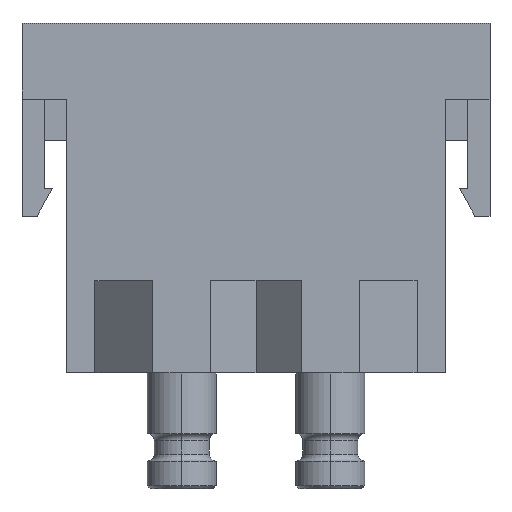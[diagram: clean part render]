
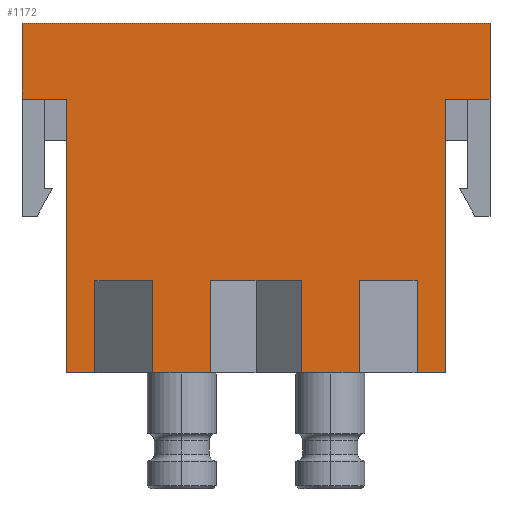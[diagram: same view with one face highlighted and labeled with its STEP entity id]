
A CAD part, front view. The second image highlights one B-rep face of the part: STEP entity #1172.
In plain terms, the highlighted planar face has unit normal (0, -1, 0).
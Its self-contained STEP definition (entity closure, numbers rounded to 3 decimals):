
#1172=ADVANCED_FACE('',(#1987),#1748,.F.);
#1748=PLANE('',#10610);
#1987=FACE_OUTER_BOUND('',#2573,.T.);
#2573=EDGE_LOOP('',(#3756,#3757,#3758,#3759,#3760,#3761,#3762,#3763,#3764,
#3765,#3766,#3767,#3768,#3769,#3770,#3771,#3772,#3773,#3774,#3775));
#3756=ORIENTED_EDGE('',*,*,#7720,.F.);
#3757=ORIENTED_EDGE('',*,*,#7767,.F.);
#3758=ORIENTED_EDGE('',*,*,#7741,.T.);
#3759=ORIENTED_EDGE('',*,*,#7333,.T.);
#3760=ORIENTED_EDGE('',*,*,#7732,.T.);
#3761=ORIENTED_EDGE('',*,*,#7759,.F.);
#3762=ORIENTED_EDGE('',*,*,#7768,.T.);
#3763=ORIENTED_EDGE('',*,*,#7760,.T.);
#3764=ORIENTED_EDGE('',*,*,#7729,.T.);
#3765=ORIENTED_EDGE('',*,*,#7764,.F.);
#3766=ORIENTED_EDGE('',*,*,#7769,.T.);
#3767=ORIENTED_EDGE('',*,*,#7765,.T.);
#3768=ORIENTED_EDGE('',*,*,#7726,.T.);
#3769=ORIENTED_EDGE('',*,*,#7770,.F.);
#3770=ORIENTED_EDGE('',*,*,#7771,.T.);
#3771=ORIENTED_EDGE('',*,*,#7772,.T.);
#3772=ORIENTED_EDGE('',*,*,#7723,.T.);
#3773=ORIENTED_EDGE('',*,*,#7322,.F.);
#3774=ORIENTED_EDGE('',*,*,#7719,.T.);
#3775=ORIENTED_EDGE('',*,*,#7773,.T.);
#6278=VERTEX_POINT('',#12757);
#6279=VERTEX_POINT('',#12759);
#6287=VERTEX_POINT('',#12777);
#6289=VERTEX_POINT('',#12781);
#6665=VERTEX_POINT('',#16685);
#6666=VERTEX_POINT('',#16689);
#6667=VERTEX_POINT('',#16690);
#6668=VERTEX_POINT('',#16695);
#6670=VERTEX_POINT('',#16699);
#6671=VERTEX_POINT('',#16701);
#6673=VERTEX_POINT('',#16705);
#6674=VERTEX_POINT('',#16707);
#6676=VERTEX_POINT('',#16711);
#6680=VERTEX_POINT('',#16726);
#6690=VERTEX_POINT('',#16760);
#6691=VERTEX_POINT('',#16764);
#6693=VERTEX_POINT('',#16770);
#6694=VERTEX_POINT('',#16774);
#6695=VERTEX_POINT('',#16781);
#6696=VERTEX_POINT('',#16783);
#7322=EDGE_CURVE('',#6278,#6279,#8868,.T.);
#7333=EDGE_CURVE('',#6287,#6289,#8879,.T.);
#7719=EDGE_CURVE('',#6278,#6665,#9009,.T.);
#7720=EDGE_CURVE('',#6666,#6667,#9010,.T.);
#7723=EDGE_CURVE('',#6668,#6279,#9013,.T.);
#7726=EDGE_CURVE('',#6671,#6670,#9016,.T.);
#7729=EDGE_CURVE('',#6674,#6673,#9019,.T.);
#7732=EDGE_CURVE('',#6289,#6676,#9022,.T.);
#7741=EDGE_CURVE('',#6680,#6287,#9031,.T.);
#7759=EDGE_CURVE('',#6690,#6676,#9049,.T.);
#7760=EDGE_CURVE('',#6691,#6674,#9050,.T.);
#7764=EDGE_CURVE('',#6693,#6673,#9054,.T.);
#7765=EDGE_CURVE('',#6694,#6671,#9055,.T.);
#7767=EDGE_CURVE('',#6680,#6666,#9057,.T.);
#7768=EDGE_CURVE('',#6690,#6691,#9058,.T.);
#7769=EDGE_CURVE('',#6693,#6694,#9059,.T.);
#7770=EDGE_CURVE('',#6695,#6670,#9060,.T.);
#7771=EDGE_CURVE('',#6695,#6696,#9061,.T.);
#7772=EDGE_CURVE('',#6696,#6668,#9062,.T.);
#7773=EDGE_CURVE('',#6665,#6667,#9063,.T.);
#8868=LINE('',#12758,#9750);
#8879=LINE('',#12782,#9761);
#9009=LINE('',#16686,#9891);
#9010=LINE('',#16688,#9892);
#9013=LINE('',#16694,#9895);
#9016=LINE('',#16700,#9898);
#9019=LINE('',#16706,#9901);
#9022=LINE('',#16712,#9904);
#9031=LINE('',#16725,#9913);
#9049=LINE('',#16761,#9931);
#9050=LINE('',#16763,#9932);
#9054=LINE('',#16771,#9936);
#9055=LINE('',#16773,#9937);
#9057=LINE('',#16777,#9939);
#9058=LINE('',#16778,#9940);
#9059=LINE('',#16779,#9941);
#9060=LINE('',#16780,#9942);
#9061=LINE('',#16782,#9943);
#9062=LINE('',#16784,#9944);
#9063=LINE('',#16785,#9945);
#9750=VECTOR('',#11071,1.);
#9761=VECTOR('',#11086,1.);
#9891=VECTOR('',#11248,1.);
#9892=VECTOR('',#11251,1.);
#9895=VECTOR('',#11256,1.);
#9898=VECTOR('',#11259,1.);
#9901=VECTOR('',#11262,1.);
#9904=VECTOR('',#11265,1.);
#9913=VECTOR('',#11276,1.);
#9931=VECTOR('',#11308,1.);
#9932=VECTOR('',#11311,1.);
#9936=VECTOR('',#11317,1.);
#9937=VECTOR('',#11320,1.);
#9939=VECTOR('',#11324,1.);
#9940=VECTOR('',#11325,1.);
#9941=VECTOR('',#11326,1.);
#9942=VECTOR('',#11327,1.);
#9943=VECTOR('',#11328,1.);
#9944=VECTOR('',#11329,1.);
#9945=VECTOR('',#11330,1.);
#10610=AXIS2_PLACEMENT_3D('',#16786,#11331,#11332);
#11071=DIRECTION('',(0.,0.,-1.));
#11086=DIRECTION('',(0.,0.,-1.));
#11248=DIRECTION('',(1.,0.,0.));
#11251=DIRECTION('',(1.,0.,0.));
#11256=DIRECTION('',(1.,0.,0.));
#11259=DIRECTION('',(1.,0.,0.));
#11262=DIRECTION('',(1.,0.,0.));
#11265=DIRECTION('',(1.,0.,0.));
#11276=DIRECTION('',(1.,0.,0.));
#11308=DIRECTION('',(0.,0.,-1.));
#11311=DIRECTION('',(0.,0.,-1.));
#11317=DIRECTION('',(0.,0.,-1.));
#11320=DIRECTION('',(0.,0.,-1.));
#11324=DIRECTION('',(0.,0.,1.));
#11325=DIRECTION('',(1.,0.,0.));
#11326=DIRECTION('',(1.,0.,0.));
#11327=DIRECTION('',(0.,0.,-1.));
#11328=DIRECTION('',(1.,0.,0.));
#11329=DIRECTION('',(0.,0.,-1.));
#11330=DIRECTION('',(0.,0.,1.));
#11331=DIRECTION('',(0.,1.,0.));
#11332=DIRECTION('',(1.,0.,0.));
#12757=CARTESIAN_POINT('',(13.8,-5.7,19.9));
#12758=CARTESIAN_POINT('',(13.8,-5.7,6.7));
#12759=CARTESIAN_POINT('',(13.8,-5.7,0.));
#12777=CARTESIAN_POINT('',(-13.8,-5.7,19.9));
#12781=CARTESIAN_POINT('',(-13.8,-5.7,0.));
#12782=CARTESIAN_POINT('',(-13.8,-5.7,6.7));
#16685=CARTESIAN_POINT('',(17.,-5.7,19.9));
#16686=CARTESIAN_POINT('',(-17.,-5.7,19.9));
#16688=CARTESIAN_POINT('',(-13.8,-5.7,25.4));
#16689=CARTESIAN_POINT('',(-17.,-5.7,25.4));
#16690=CARTESIAN_POINT('',(17.,-5.7,25.4));
#16694=CARTESIAN_POINT('',(11.7,-5.7,0.));
#16695=CARTESIAN_POINT('',(11.7,-5.7,0.));
#16699=CARTESIAN_POINT('',(7.5,-5.7,0.));
#16700=CARTESIAN_POINT('',(3.3,-5.7,0.));
#16701=CARTESIAN_POINT('',(3.3,-5.7,0.));
#16705=CARTESIAN_POINT('',(-3.3,-5.7,0.));
#16706=CARTESIAN_POINT('',(-7.5,-5.7,0.));
#16707=CARTESIAN_POINT('',(-7.5,-5.7,0.));
#16711=CARTESIAN_POINT('',(-11.7,-5.7,0.));
#16712=CARTESIAN_POINT('',(-13.8,-5.7,0.));
#16725=CARTESIAN_POINT('',(-17.,-5.7,19.9));
#16726=CARTESIAN_POINT('',(-17.,-5.7,19.9));
#16760=CARTESIAN_POINT('',(-11.7,-5.7,6.7));
#16761=CARTESIAN_POINT('',(-11.7,-5.7,6.7));
#16763=CARTESIAN_POINT('',(-7.5,-5.7,6.7));
#16764=CARTESIAN_POINT('',(-7.5,-5.7,6.7));
#16770=CARTESIAN_POINT('',(-3.3,-5.7,6.7));
#16771=CARTESIAN_POINT('',(-3.3,-5.7,6.7));
#16773=CARTESIAN_POINT('',(3.3,-5.7,6.7));
#16774=CARTESIAN_POINT('',(3.3,-5.7,6.7));
#16777=CARTESIAN_POINT('',(-17.,-5.7,25.4));
#16778=CARTESIAN_POINT('',(-13.8,-5.7,6.7));
#16779=CARTESIAN_POINT('',(-13.8,-5.7,6.7));
#16780=CARTESIAN_POINT('',(7.5,-5.7,6.7));
#16781=CARTESIAN_POINT('',(7.5,-5.7,6.7));
#16782=CARTESIAN_POINT('',(-13.8,-5.7,6.7));
#16783=CARTESIAN_POINT('',(11.7,-5.7,6.7));
#16784=CARTESIAN_POINT('',(11.7,-5.7,6.7));
#16785=CARTESIAN_POINT('',(17.,-5.7,25.4));
#16786=CARTESIAN_POINT('',(3.3,-5.7,6.7));
